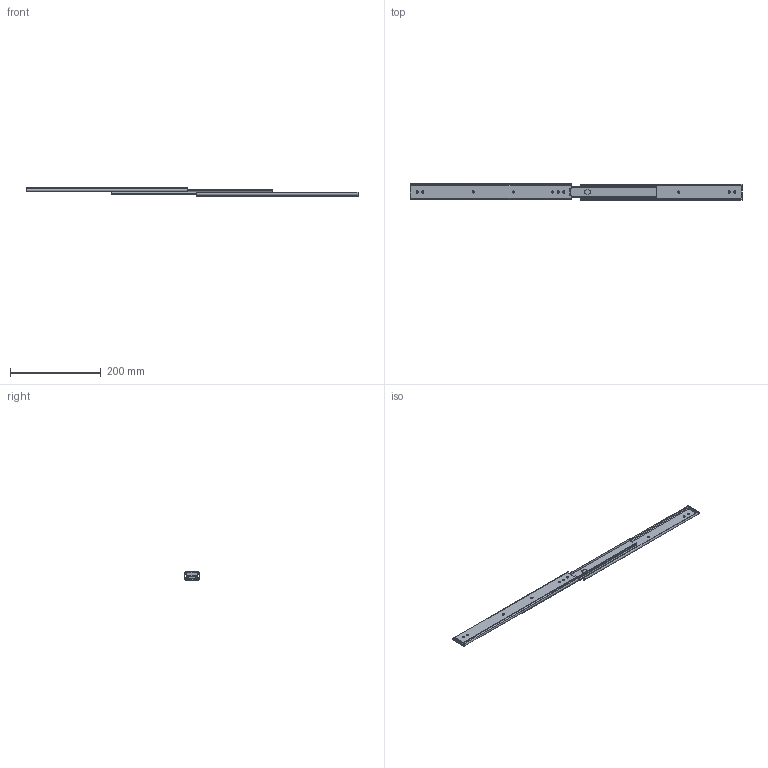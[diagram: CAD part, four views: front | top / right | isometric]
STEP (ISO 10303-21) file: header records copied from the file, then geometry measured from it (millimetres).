
FILE_DESCRIPTION (( 'STEP AP214' ), '1' );
FILE_NAME ('TM_358_14.STEP', '2018-06-12T06:31:57', ( '' ), ( '' ), 'SwSTEP 2.0', 'SolidWorks 2015', '' );
FILE_SCHEMA (( 'AUTOMOTIVE_DESIGN' ));
Length unit declared in the file: millimetre
Products named in the file (3): member_A1^TM_358_14; member_B; TM_358_14
Assembly tree (3 placements, depth 2):
  TM_358_14
    member_B  x2
    member_A1^TM_358_14
Bounding box: 732.6 x 35.3 x 19.2 mm (x, y, z)
Volume: 88244.1 mm3; surface area: 101915.8 mm2
Topology: 3 solids, 3 shells, 212 faces, 592 edges, 388 vertices
Faces by surface type: plane 122, cylinder 90
Entity records: 4589 total; most frequent: CARTESIAN_POINT 816, DIRECTION 781, ORIENTED_EDGE 766, EDGE_CURVE 383, AXIS2_PLACEMENT_3D 261, LINE 259, VECTOR 259, VERTEX_POINT 250
